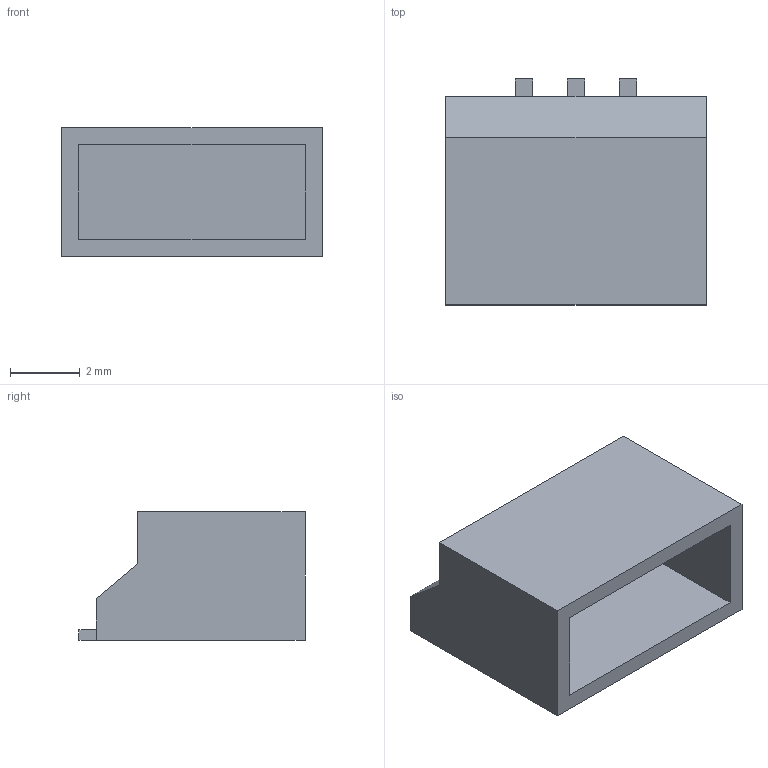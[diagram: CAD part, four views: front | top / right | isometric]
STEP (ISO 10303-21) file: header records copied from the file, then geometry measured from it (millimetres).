
FILE_DESCRIPTION(/* description */ (''),/* implementation_level */ '2;1');
FILE_NAME(/* name */ 'S3B-ZR-SM4A-TF v1.step',/* time_stamp */ '2022-12-14T13:42:49-05:00',/* author */ (''),/* organization */ (''),/* preprocessor_version */ 'ST-DEVELOPER v19',/* originating_system */ 'Autodesk Translation Framework v11.7.0.108',/* authorisation */ '');
FILE_SCHEMA (('AUTOMOTIVE_DESIGN { 1 0 10303 214 3 1 1 }'));
Length unit declared in the file: millimetre
Products named in the file (1): S3B-ZR-SM4A-TF
Bounding box: 7.5 x 6.5 x 3.7 mm (x, y, z)
Volume: 95.5 mm3; surface area: 239.2 mm2
Topology: 4 solids, 4 shells, 31 faces, 66 edges, 44 vertices
Faces by surface type: plane 31
Entity records: 864 total; most frequent: CARTESIAN_POINT 142, ORIENTED_EDGE 132, DIRECTION 130, LINE 66, VECTOR 66, EDGE_CURVE 66, VERTEX_POINT 44, EDGE_LOOP 32
